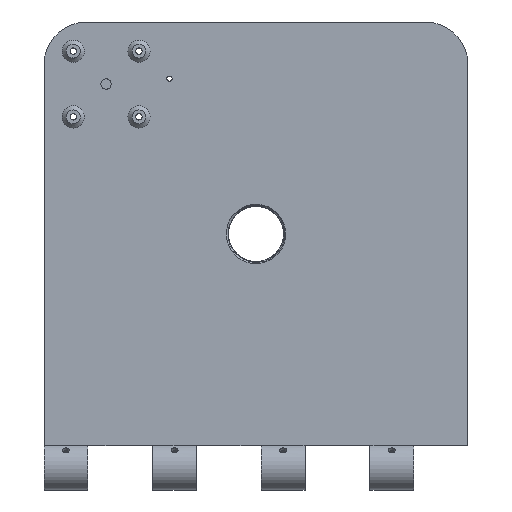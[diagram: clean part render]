
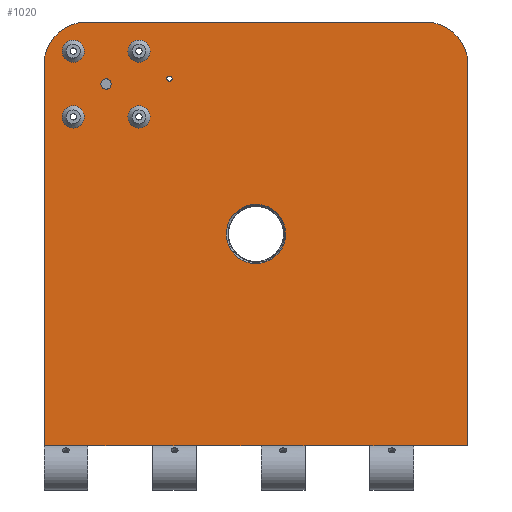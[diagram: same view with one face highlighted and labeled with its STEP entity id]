
A CAD part, top view. The second image highlights one B-rep face of the part: STEP entity #1020.
In plain terms, the highlighted planar face has unit normal (0, 0, 1).
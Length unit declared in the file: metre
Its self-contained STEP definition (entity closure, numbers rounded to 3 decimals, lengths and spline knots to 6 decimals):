
#29=PLANE('',#1135);
#51=LINE('',#1535,#92);
#53=LINE('',#1597,#94);
#55=LINE('',#1659,#96);
#57=LINE('',#1721,#98);
#72=LINE('',#1805,#113);
#75=LINE('',#1809,#116);
#78=LINE('',#1813,#119);
#82=LINE('',#1819,#123);
#84=LINE('',#1834,#125);
#85=LINE('',#1838,#126);
#86=LINE('',#1842,#127);
#92=VECTOR('',#1243,1.);
#94=VECTOR('',#1257,1.);
#96=VECTOR('',#1271,1.);
#98=VECTOR('',#1285,1.);
#113=VECTOR('',#1326,1.);
#116=VECTOR('',#1331,1.);
#119=VECTOR('',#1336,1.);
#123=VECTOR('',#1342,1.);
#125=VECTOR('',#1358,1.);
#126=VECTOR('',#1361,1.);
#127=VECTOR('',#1364,1.);
#246=ORIENTED_EDGE('',*,*,#482,.T.);
#247=ORIENTED_EDGE('',*,*,#483,.T.);
#248=ORIENTED_EDGE('',*,*,#484,.T.);
#249=ORIENTED_EDGE('',*,*,#485,.T.);
#250=ORIENTED_EDGE('',*,*,#486,.T.);
#251=ORIENTED_EDGE('',*,*,#398,.F.);
#252=ORIENTED_EDGE('',*,*,#487,.F.);
#253=ORIENTED_EDGE('',*,*,#488,.F.);
#254=ORIENTED_EDGE('',*,*,#489,.T.);
#255=ORIENTED_EDGE('',*,*,#490,.T.);
#256=ORIENTED_EDGE('',*,*,#491,.T.);
#257=ORIENTED_EDGE('',*,*,#492,.T.);
#258=ORIENTED_EDGE('',*,*,#442,.F.);
#259=ORIENTED_EDGE('',*,*,#470,.F.);
#260=ORIENTED_EDGE('',*,*,#412,.F.);
#261=ORIENTED_EDGE('',*,*,#480,.F.);
#262=ORIENTED_EDGE('',*,*,#432,.F.);
#263=ORIENTED_EDGE('',*,*,#473,.F.);
#264=ORIENTED_EDGE('',*,*,#422,.F.);
#265=ORIENTED_EDGE('',*,*,#476,.F.);
#398=EDGE_CURVE('',#520,#520,#619,.T.);
#412=EDGE_CURVE('',#534,#532,#51,.T.);
#422=EDGE_CURVE('',#544,#542,#53,.T.);
#432=EDGE_CURVE('',#554,#552,#55,.T.);
#442=EDGE_CURVE('',#564,#562,#57,.T.);
#470=EDGE_CURVE('',#532,#564,#72,.T.);
#473=EDGE_CURVE('',#542,#554,#75,.T.);
#476=EDGE_CURVE('',#588,#544,#78,.T.);
#480=EDGE_CURVE('',#552,#534,#82,.T.);
#482=EDGE_CURVE('',#589,#589,#653,.T.);
#483=EDGE_CURVE('',#590,#590,#654,.F.);
#484=EDGE_CURVE('',#591,#591,#655,.F.);
#485=EDGE_CURVE('',#592,#592,#656,.F.);
#486=EDGE_CURVE('',#593,#593,#657,.F.);
#487=EDGE_CURVE('',#594,#594,#658,.T.);
#488=EDGE_CURVE('',#595,#588,#84,.T.);
#489=EDGE_CURVE('',#595,#596,#659,.T.);
#490=EDGE_CURVE('',#596,#597,#85,.T.);
#491=EDGE_CURVE('',#597,#598,#660,.T.);
#492=EDGE_CURVE('',#598,#562,#86,.T.);
#520=VERTEX_POINT('',#1492);
#532=VERTEX_POINT('',#1530);
#534=VERTEX_POINT('',#1534);
#542=VERTEX_POINT('',#1592);
#544=VERTEX_POINT('',#1596);
#552=VERTEX_POINT('',#1654);
#554=VERTEX_POINT('',#1658);
#562=VERTEX_POINT('',#1716);
#564=VERTEX_POINT('',#1720);
#588=VERTEX_POINT('',#1814);
#589=VERTEX_POINT('',#1823);
#590=VERTEX_POINT('',#1825);
#591=VERTEX_POINT('',#1827);
#592=VERTEX_POINT('',#1829);
#593=VERTEX_POINT('',#1831);
#594=VERTEX_POINT('',#1833);
#595=VERTEX_POINT('',#1835);
#596=VERTEX_POINT('',#1837);
#597=VERTEX_POINT('',#1839);
#598=VERTEX_POINT('',#1841);
#619=CIRCLE('',#1084,0.00125);
#653=CIRCLE('',#1136,0.014001);
#654=CIRCLE('',#1137,0.00525);
#655=CIRCLE('',#1138,0.00525);
#656=CIRCLE('',#1139,0.00525);
#657=CIRCLE('',#1140,0.00525);
#658=CIRCLE('',#1141,0.00245);
#659=CIRCLE('',#1142,0.02);
#660=CIRCLE('',#1143,0.02);
#724=EDGE_LOOP('',(#246));
#725=EDGE_LOOP('',(#247));
#726=EDGE_LOOP('',(#248));
#727=EDGE_LOOP('',(#249));
#728=EDGE_LOOP('',(#250));
#729=EDGE_LOOP('',(#251));
#730=EDGE_LOOP('',(#252));
#731=EDGE_LOOP('',(#253,#254,#255,#256,#257,#258,#259,#260,#261,#262,#263,
#264,#265));
#871=FACE_BOUND('',#724,.T.);
#872=FACE_BOUND('',#725,.T.);
#873=FACE_BOUND('',#726,.T.);
#874=FACE_BOUND('',#727,.T.);
#875=FACE_BOUND('',#728,.T.);
#876=FACE_BOUND('',#729,.T.);
#877=FACE_BOUND('',#730,.T.);
#878=FACE_BOUND('',#731,.T.);
#1020=ADVANCED_FACE('',(#871,#872,#873,#874,#875,#876,#877,#878),#29,.T.);
#1084=AXIS2_PLACEMENT_3D('',#1491,#1208,#1209);
#1135=AXIS2_PLACEMENT_3D('',#1821,#1344,#1345);
#1136=AXIS2_PLACEMENT_3D('',#1822,#1346,#1347);
#1137=AXIS2_PLACEMENT_3D('',#1824,#1348,#1349);
#1138=AXIS2_PLACEMENT_3D('',#1826,#1350,#1351);
#1139=AXIS2_PLACEMENT_3D('',#1828,#1352,#1353);
#1140=AXIS2_PLACEMENT_3D('',#1830,#1354,#1355);
#1141=AXIS2_PLACEMENT_3D('',#1832,#1356,#1357);
#1142=AXIS2_PLACEMENT_3D('',#1836,#1359,#1360);
#1143=AXIS2_PLACEMENT_3D('',#1840,#1362,#1363);
#1208=DIRECTION('',(0.,0.,1.));
#1209=DIRECTION('',(1.,0.,0.));
#1243=DIRECTION('',(-1.,0.,0.));
#1257=DIRECTION('',(-1.,0.,0.));
#1271=DIRECTION('',(-1.,0.,0.));
#1285=DIRECTION('',(-1.,0.,0.));
#1326=DIRECTION('',(-1.,0.,0.));
#1331=DIRECTION('',(-1.,0.,0.));
#1336=DIRECTION('',(-1.,0.,0.));
#1342=DIRECTION('',(-1.,0.,0.));
#1344=DIRECTION('',(0.,0.,1.));
#1345=DIRECTION('',(1.,0.,0.));
#1346=DIRECTION('',(0.,0.,-1.));
#1347=DIRECTION('',(-1.,0.,0.));
#1348=DIRECTION('',(0.,0.,1.));
#1349=DIRECTION('',(1.,0.,0.));
#1350=DIRECTION('',(0.,0.,1.));
#1351=DIRECTION('',(1.,0.,0.));
#1352=DIRECTION('',(0.,0.,1.));
#1353=DIRECTION('',(1.,0.,0.));
#1354=DIRECTION('',(0.,0.,1.));
#1355=DIRECTION('',(1.,0.,0.));
#1356=DIRECTION('',(0.,0.,1.));
#1357=DIRECTION('',(1.,0.,0.));
#1358=DIRECTION('',(0.,-1.,0.));
#1359=DIRECTION('',(0.,0.,1.));
#1360=DIRECTION('',(1.,0.,0.));
#1361=DIRECTION('',(-1.,0.,0.));
#1362=DIRECTION('',(0.,0.,1.));
#1363=DIRECTION('',(1.,0.,0.));
#1364=DIRECTION('',(0.,-1.,0.));
#1491=CARTESIAN_POINT('',(-0.04082,0.073273,0.005));
#1492=CARTESIAN_POINT('',(-0.03957,0.073273,0.005));
#1530=CARTESIAN_POINT('',(-0.04875,-0.1,0.005));
#1534=CARTESIAN_POINT('',(-0.028125,-0.1,0.005));
#1535=CARTESIAN_POINT('',(-0.028125,-0.1,0.005));
#1592=CARTESIAN_POINT('',(0.05375,-0.1,0.005));
#1596=CARTESIAN_POINT('',(0.074375,-0.1,0.005));
#1597=CARTESIAN_POINT('',(0.074375,-0.1,0.005));
#1654=CARTESIAN_POINT('',(0.0025,-0.1,0.005));
#1658=CARTESIAN_POINT('',(0.023125,-0.1,0.005));
#1659=CARTESIAN_POINT('',(0.023125,-0.1,0.005));
#1716=CARTESIAN_POINT('',(-0.1,-0.1,0.005));
#1720=CARTESIAN_POINT('',(-0.079375,-0.1,0.005));
#1721=CARTESIAN_POINT('',(-0.079375,-0.1,0.005));
#1805=CARTESIAN_POINT('',(0.,-0.1,0.005));
#1809=CARTESIAN_POINT('',(0.,-0.1,0.005));
#1813=CARTESIAN_POINT('',(0.,-0.1,0.005));
#1814=CARTESIAN_POINT('',(0.1,-0.1,0.005));
#1819=CARTESIAN_POINT('',(0.,-0.1,0.005));
#1821=CARTESIAN_POINT('',(0.,0.,0.005));
#1822=CARTESIAN_POINT('',(0.,0.,0.005));
#1823=CARTESIAN_POINT('',(-0.014001,0.,0.005));
#1824=CARTESIAN_POINT('',(-0.055211,0.086211,0.005));
#1825=CARTESIAN_POINT('',(-0.049961,0.086211,0.005));
#1826=CARTESIAN_POINT('',(-0.055211,0.055211,0.005));
#1827=CARTESIAN_POINT('',(-0.049961,0.055211,0.005));
#1828=CARTESIAN_POINT('',(-0.086211,0.055211,0.005));
#1829=CARTESIAN_POINT('',(-0.080961,0.055211,0.005));
#1830=CARTESIAN_POINT('',(-0.086211,0.086211,0.005));
#1831=CARTESIAN_POINT('',(-0.080961,0.086211,0.005));
#1832=CARTESIAN_POINT('',(-0.070711,0.070711,0.005));
#1833=CARTESIAN_POINT('',(-0.068261,0.070711,0.005));
#1834=CARTESIAN_POINT('',(0.1,0.,0.005));
#1835=CARTESIAN_POINT('',(0.1,0.08,0.005));
#1836=CARTESIAN_POINT('',(0.08,0.08,0.005));
#1837=CARTESIAN_POINT('',(0.08,0.1,0.005));
#1838=CARTESIAN_POINT('',(0.,0.1,0.005));
#1839=CARTESIAN_POINT('',(-0.08,0.1,0.005));
#1840=CARTESIAN_POINT('',(-0.08,0.08,0.005));
#1841=CARTESIAN_POINT('',(-0.1,0.08,0.005));
#1842=CARTESIAN_POINT('',(-0.1,0.,0.005));
